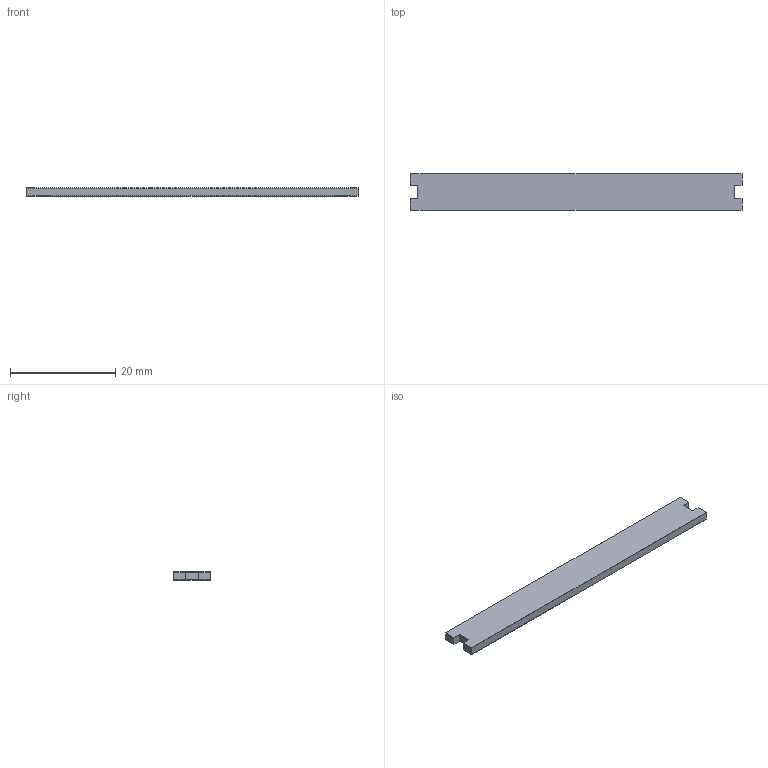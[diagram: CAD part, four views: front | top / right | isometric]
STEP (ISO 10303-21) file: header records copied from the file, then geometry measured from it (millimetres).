
FILE_DESCRIPTION(('KiCad electronic assembly'),'2;1');
FILE_NAME('MiniArcade_Back_Cover.step','2025-11-22T15:22:41',('Pcbnew'), ('Kicad'),'Open CASCADE STEP processor 7.9','KiCad to STEP converter', 'Unknown');
FILE_SCHEMA(('AUTOMOTIVE_DESIGN { 1 0 10303 214 1 1 1 1 }'));
Length unit declared in the file: millimetre
Products named in the file (5): MiniArcade_Back_Cover 1; MiniArcade_Back_Cover_pad; MiniArcade_Back_Cover_soldermask; MiniArcade_Back_Cover_PCB
Assembly tree (4 placements, depth 2):
  MiniArcade_Back_Cover 1
    MiniArcade_Back_Cover_pad
    MiniArcade_Back_Cover_soldermask
    MiniArcade_Back_Cover_soldermask
    MiniArcade_Back_Cover_PCB
Bounding box: 63 x 7 x 1.61 mm (x, y, z)
Volume: 656.3 mm3; surface area: 1998.1 mm2
Topology: 3 solids, 9 shells, 32 faces, 92 edges, 72 vertices
Faces by surface type: plane 32
Entity records: 1200 total; most frequent: CARTESIAN_POINT 201, DIRECTION 166, ORIENTED_EDGE 152, EDGE_CURVE 92, LINE 92, VECTOR 92, VERTEX_POINT 72, AXIS2_PLACEMENT_3D 37
